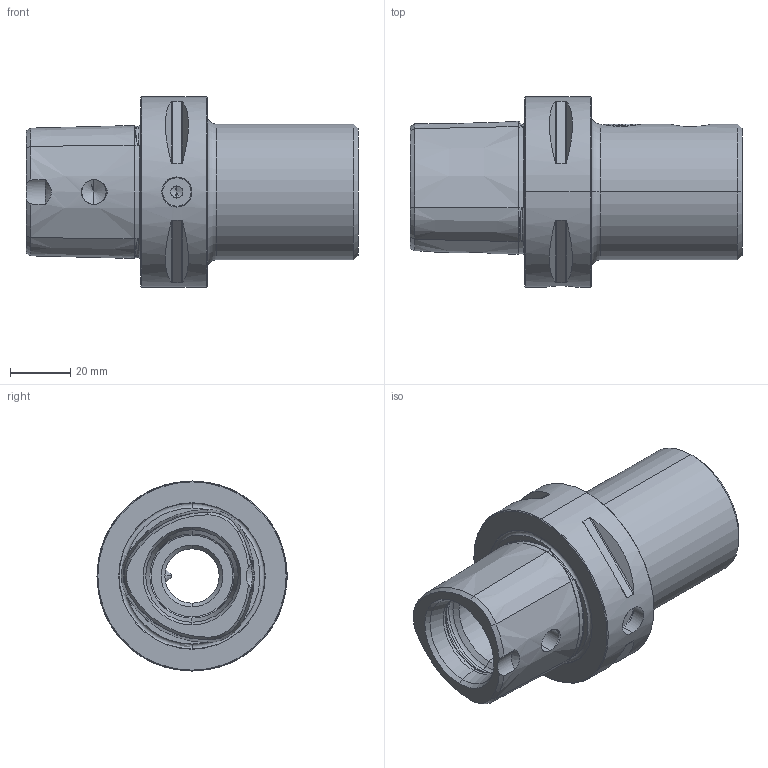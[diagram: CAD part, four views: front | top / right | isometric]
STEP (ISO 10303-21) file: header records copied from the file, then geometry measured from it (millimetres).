
FILE_DESCRIPTION (( 'STEP AP214' ), '1' );
FILE_NAME ('PS6.K25.K01.072.STEP', '2023-06-30T07:27:10', ( '' ), ( '' ), 'SwSTEP 2.0', 'SolidWorks 2017', '' );
FILE_SCHEMA (( 'AUTOMOTIVE_DESIGN' ));
Length unit declared in the file: millimetre
Products named in the file (4): K32-ER1.012.012_M12x12; PS6-K25.K01.072_C; K32-ER2.012.014; PS6.K25.K01.072
Assembly tree (3 placements, depth 2):
  PS6.K25.K01.072
    PS6-K25.K01.072_C
    K32-ER1.012.012_M12x12
    K32-ER2.012.014
Bounding box: 110 x 63 x 63 mm (x, y, z)
Volume: 146863.6 mm3; surface area: 32596.1 mm2
Topology: 3 solids, 3 shells, 200 faces, 463 edges, 269 vertices
Faces by surface type: cone 71, plane 50, cylinder 43, torus 36
Entity records: 6768 total; most frequent: CARTESIAN_POINT 2044, DIRECTION 976, ORIENTED_EDGE 902, EDGE_CURVE 451, AXIS2_PLACEMENT_3D 408, VERTEX_POINT 268, EDGE_LOOP 219, CIRCLE 202
